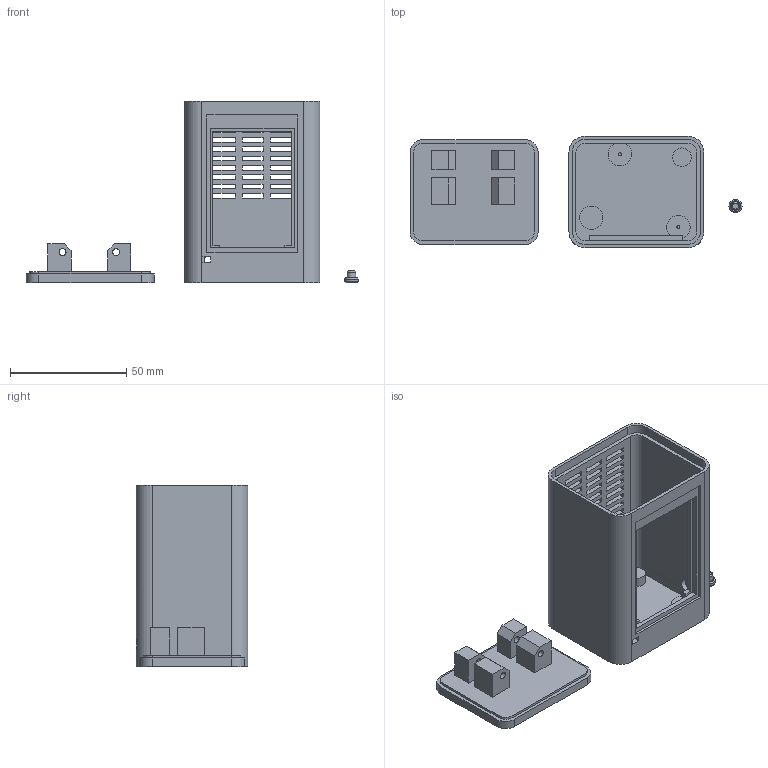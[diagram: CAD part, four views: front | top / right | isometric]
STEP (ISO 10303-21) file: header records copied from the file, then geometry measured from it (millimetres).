
FILE_DESCRIPTION(/* description */ ('','CAx-IF Rec.Pracs.---Representation and Presentation of Product Manufacturing Information (PMI)---4.0---2014-10-13'),/* implementation_level */ '2;1');
FILE_NAME(/* name */ '',/* time_stamp */ '2025-02-19T18:37:20+08:00',/* author */ (''),/* organization */ (''),/* preprocessor_version */ 'ST-DEVELOPER v20',/* originating_system */ 'Autodesk Translation Framework v13.20.0.188',/* authorisation */ '');
FILE_SCHEMA (('AP242_MANAGED_MODEL_BASED_3D_ENGINEERING_MIM_LF { 1 0 10303 442 1 1 4 }'));
Length unit declared in the file: millimetre
Products named in the file (4): 外壳; 音响外壳壳体; 音响外壳顶部; 音响外壳_BOOT键
Assembly tree (3 placements, depth 2):
  外壳
    音响外壳壳体
    音响外壳顶部
    音响外壳_BOOT键
Bounding box: 142.7 x 47.97 x 78 mm (x, y, z)
Volume: 58170.5 mm3; surface area: 42192 mm2
Topology: 3 solids, 3 shells, 252 faces, 704 edges, 472 vertices
Faces by surface type: plane 207, cylinder 40, torus 3, bspline 2
Full cylindrical faces by diameter (mm): 1.271 x2, 3 x4, 3.6 x1, 5.6 x1, 8 x1, 10 x1, 10.1 x1
Entity records: 8337 total; most frequent: CARTESIAN_POINT 1483, ORIENTED_EDGE 1408, DIRECTION 1314, EDGE_CURVE 704, LINE 604, VECTOR 604, VERTEX_POINT 472, AXIS2_PLACEMENT_3D 355
